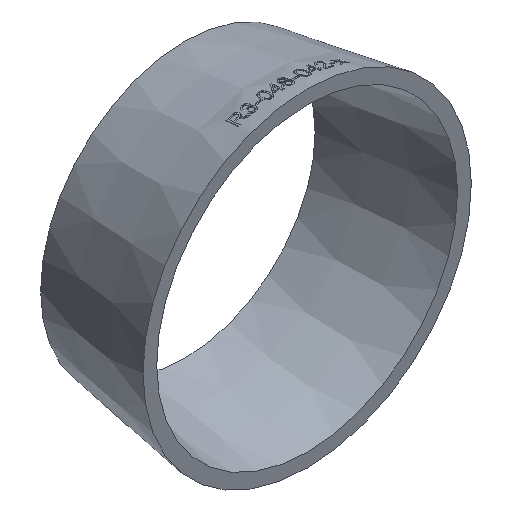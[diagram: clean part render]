
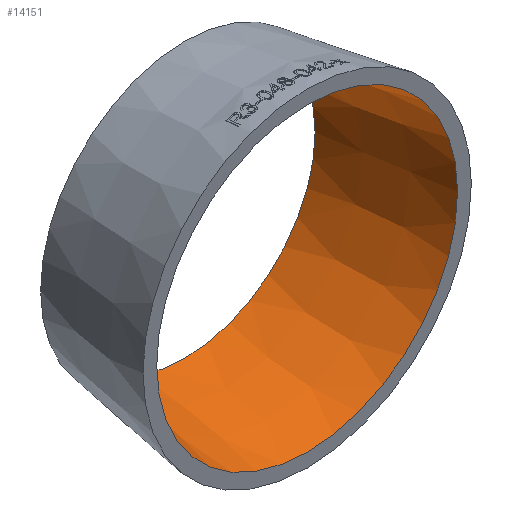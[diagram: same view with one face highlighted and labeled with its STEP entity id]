
A CAD part, isometric view. The second image highlights one B-rep face of the part: STEP entity #14151.
In plain terms, the highlighted conical face has half-angle 9.307 degrees and reference radius 22.123 mm.
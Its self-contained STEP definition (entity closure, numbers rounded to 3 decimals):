
#696 = CARTESIAN_POINT ( 'NONE',  ( 0., 0., 0. ) ) ;
#1291 = AXIS2_PLACEMENT_3D ( 'NONE', #696, #11550, #11467 ) ;
#1723 = EDGE_LOOP ( 'NONE', ( #9070 ) ) ;
#4026 = VERTEX_POINT ( 'NONE', #11067 ) ;
#4916 = ORIENTED_EDGE ( 'NONE', *, *, #11585, .T. ) ;
#4955 = CARTESIAN_POINT ( 'NONE',  ( 0., 0., 0. ) ) ;
#5250 = DIRECTION ( 'NONE',  ( 0., -1., 0. ) ) ;
#6012 = FACE_OUTER_BOUND ( 'NONE', #9464, .T. ) ;
#6580 = CARTESIAN_POINT ( 'NONE',  ( 0., 18., 0. ) ) ;
#6638 = CONICAL_SURFACE ( 'NONE', #14809, 22.123, 0.162 ) ;
#7683 = DIRECTION ( 'NONE',  ( 0., 0., -1. ) ) ;
#7795 = FACE_BOUND ( 'NONE', #1723, .T. ) ;
#8170 = CIRCLE ( 'NONE', #14064, 19.173 ) ;
#8926 = DIRECTION ( 'NONE',  ( 0., 0., -1. ) ) ;
#9070 = ORIENTED_EDGE ( 'NONE', *, *, #11775, .F. ) ;
#9464 = EDGE_LOOP ( 'NONE', ( #4916 ) ) ;
#9944 = CIRCLE ( 'NONE', #1291, 22.123 ) ;
#11067 = CARTESIAN_POINT ( 'NONE',  ( 0., 18., -19.173 ) ) ;
#11467 = DIRECTION ( 'NONE',  ( 0., 0., -1. ) ) ;
#11550 = DIRECTION ( 'NONE',  ( 0., -1., 0. ) ) ;
#11585 = EDGE_CURVE ( 'NONE', #12265, #12265, #9944, .T. ) ;
#11775 = EDGE_CURVE ( 'NONE', #4026, #4026, #8170, .T. ) ;
#12265 = VERTEX_POINT ( 'NONE', #12346 ) ;
#12346 = CARTESIAN_POINT ( 'NONE',  ( 0., 0., -22.123 ) ) ;
#14064 = AXIS2_PLACEMENT_3D ( 'NONE', #6580, #15072, #7683 ) ;
#14151 = ADVANCED_FACE ( 'NONE', ( #7795, #6012 ), #6638, .F. ) ;
#14809 = AXIS2_PLACEMENT_3D ( 'NONE', #4955, #5250, #8926 ) ;
#15072 = DIRECTION ( 'NONE',  ( 0., -1., 0. ) ) ;
